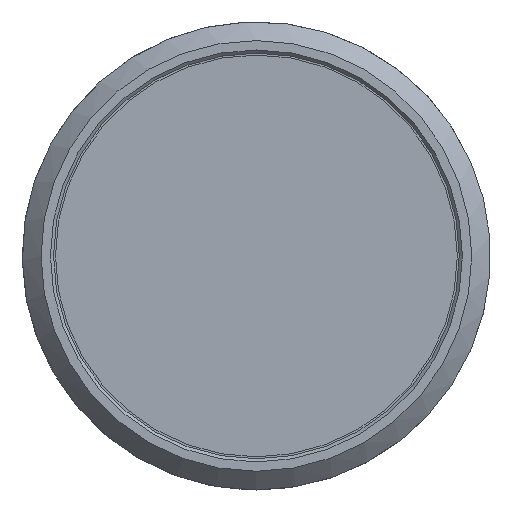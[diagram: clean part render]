
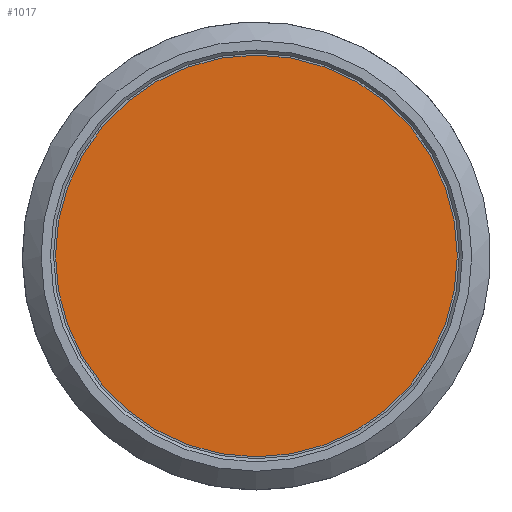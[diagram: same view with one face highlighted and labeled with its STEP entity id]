
A CAD part, left-side view. The second image highlights one B-rep face of the part: STEP entity #1017.
In plain terms, the highlighted planar face has unit normal (-1, 0, 0).
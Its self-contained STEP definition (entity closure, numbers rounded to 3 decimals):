
#96=PLANE('',#1112);
#220=ORIENTED_EDGE('',*,*,#307,.T.);
#307=EDGE_CURVE('',#367,#367,#412,.T.);
#367=VERTEX_POINT('',#1529);
#412=CIRCLE('',#1113,12.875);
#489=EDGE_LOOP('',(#220));
#582=FACE_BOUND('',#489,.T.);
#1017=ADVANCED_FACE('',(#582),#96,.T.);
#1112=AXIS2_PLACEMENT_3D('',#1527,#1305,#1306);
#1113=AXIS2_PLACEMENT_3D('',#1528,#1307,#1308);
#1305=DIRECTION('',(-1.,0.,0.));
#1306=DIRECTION('',(0.,-1.,0.));
#1307=DIRECTION('',(-1.,0.,0.));
#1308=DIRECTION('',(0.,-1.,0.));
#1527=CARTESIAN_POINT('',(0.,0.,0.));
#1528=CARTESIAN_POINT('',(0.,0.,0.));
#1529=CARTESIAN_POINT('',(0.,-12.875,0.));
